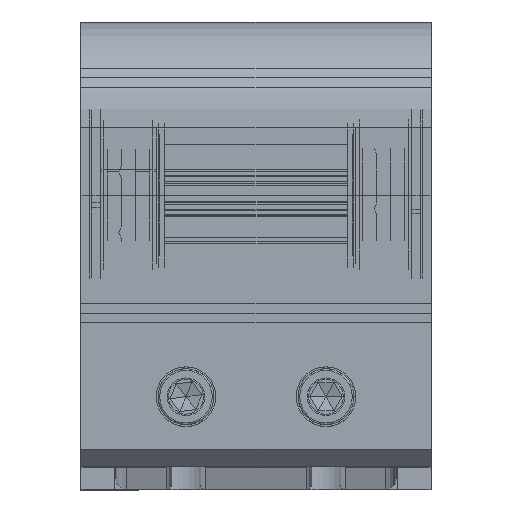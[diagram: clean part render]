
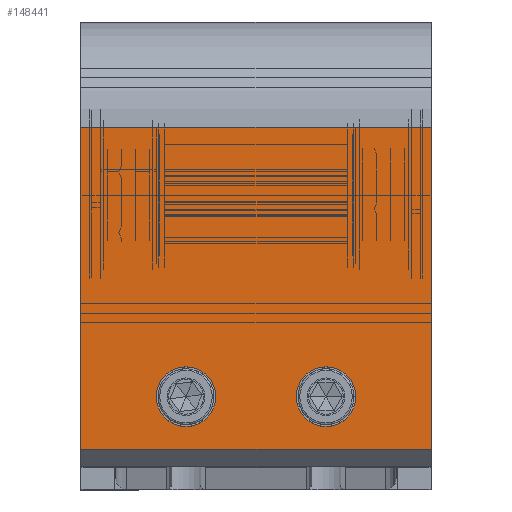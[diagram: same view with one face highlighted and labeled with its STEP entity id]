
A CAD part, top view. The second image highlights one B-rep face of the part: STEP entity #148441.
In plain terms, the highlighted planar face has unit normal (0, 0, 1).
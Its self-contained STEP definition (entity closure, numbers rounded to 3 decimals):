
#2913 = VECTOR ( 'NONE', #164654, 1000. ) ;
#8385 = CARTESIAN_POINT ( 'NONE',  ( 131.658, 218.108, 657.202 ) ) ;
#12927 = VECTOR ( 'NONE', #205034, 1000. ) ;
#15113 = LINE ( 'NONE', #117796, #47468 ) ;
#20572 = AXIS2_PLACEMENT_3D ( 'NONE', #237177, #188459, #137993 ) ;
#29550 = EDGE_CURVE ( 'NONE', #235112, #210568, #15113, .T. ) ;
#32466 = CARTESIAN_POINT ( 'NONE',  ( 201.658, 203.108, 657.202 ) ) ;
#34300 = EDGE_CURVE ( 'NONE', #183251, #213191, #132641, .T. ) ;
#36446 = DIRECTION ( 'NONE',  ( 1., 0., 0. ) ) ;
#40474 = CARTESIAN_POINT ( 'NONE',  ( 201.658, 295.108, 657.202 ) ) ;
#44243 = EDGE_LOOP ( 'NONE', ( #55867, #95766 ) ) ;
#47468 = VECTOR ( 'NONE', #222198, 1000. ) ;
#55867 = ORIENTED_EDGE ( 'NONE', *, *, #101023, .F. ) ;
#60617 = DIRECTION ( 'NONE',  ( 0., 0., 1. ) ) ;
#61299 = CIRCLE ( 'NONE', #244041, 8.5 ) ;
#63317 = CARTESIAN_POINT ( 'NONE',  ( 123.158, 218.108, 657.202 ) ) ;
#64199 = DIRECTION ( 'NONE',  ( 1., 0., 0. ) ) ;
#65312 = ORIENTED_EDGE ( 'NONE', *, *, #123275, .T. ) ;
#67326 = DIRECTION ( 'NONE',  ( -1., 0., 0. ) ) ;
#70818 = CARTESIAN_POINT ( 'NONE',  ( 131.658, 218.108, 657.202 ) ) ;
#71245 = CARTESIAN_POINT ( 'NONE',  ( 201.658, 203.108, 657.202 ) ) ;
#89871 = AXIS2_PLACEMENT_3D ( 'NONE', #8385, #60617, #106061 ) ;
#91214 = EDGE_LOOP ( 'NONE', ( #318576, #314444 ) ) ;
#95766 = ORIENTED_EDGE ( 'NONE', *, *, #106743, .F. ) ;
#96498 = DIRECTION ( 'NONE',  ( 0., 0., -1. ) ) ;
#101023 = EDGE_CURVE ( 'NONE', #176112, #171710, #61299, .T. ) ;
#102398 = CARTESIAN_POINT ( 'NONE',  ( 201.658, 203.108, 657.202 ) ) ;
#106061 = DIRECTION ( 'NONE',  ( 1., 0., 0. ) ) ;
#106743 = EDGE_CURVE ( 'NONE', #171710, #176112, #234922, .T. ) ;
#107550 = VERTEX_POINT ( 'NONE', #193623 ) ;
#109069 = LINE ( 'NONE', #263711, #2913 ) ;
#112840 = LINE ( 'NONE', #40474, #218288 ) ;
#117796 = CARTESIAN_POINT ( 'NONE',  ( 101.658, 203.108, 657.202 ) ) ;
#123275 = EDGE_CURVE ( 'NONE', #183251, #235112, #112840, .T. ) ;
#128089 = ORIENTED_EDGE ( 'NONE', *, *, #29550, .T. ) ;
#132641 = LINE ( 'NONE', #102398, #12927 ) ;
#134601 = CARTESIAN_POINT ( 'NONE',  ( 201.658, 295.108, 657.202 ) ) ;
#135783 = CARTESIAN_POINT ( 'NONE',  ( 180.158, 218.108, 657.202 ) ) ;
#137993 = DIRECTION ( 'NONE',  ( 1., 0., 0. ) ) ;
#138497 = AXIS2_PLACEMENT_3D ( 'NONE', #318823, #323720, #36446 ) ;
#148441 = ADVANCED_FACE ( 'NONE', ( #330009, #256041, #303178 ), #306512, .F. ) ;
#164654 = DIRECTION ( 'NONE',  ( -1., 0., 0. ) ) ;
#165786 = CIRCLE ( 'NONE', #20572, 8.5 ) ;
#171710 = VERTEX_POINT ( 'NONE', #63317 ) ;
#172302 = DIRECTION ( 'NONE',  ( 0., 1., 0. ) ) ;
#176112 = VERTEX_POINT ( 'NONE', #286051 ) ;
#178111 = CARTESIAN_POINT ( 'NONE',  ( 101.658, 203.108, 657.202 ) ) ;
#183251 = VERTEX_POINT ( 'NONE', #134601 ) ;
#188459 = DIRECTION ( 'NONE',  ( 0., 0., 1. ) ) ;
#193623 = CARTESIAN_POINT ( 'NONE',  ( 163.158, 218.108, 657.202 ) ) ;
#202117 = CARTESIAN_POINT ( 'NONE',  ( 101.658, 295.108, 657.202 ) ) ;
#202666 = EDGE_CURVE ( 'NONE', #281530, #107550, #283229, .T. ) ;
#205034 = DIRECTION ( 'NONE',  ( 0., -1., 0. ) ) ;
#210568 = VERTEX_POINT ( 'NONE', #178111 ) ;
#213191 = VERTEX_POINT ( 'NONE', #32466 ) ;
#213377 = AXIS2_PLACEMENT_3D ( 'NONE', #71245, #96498, #172302 ) ;
#218288 = VECTOR ( 'NONE', #67326, 1000. ) ;
#222198 = DIRECTION ( 'NONE',  ( 0., -1., 0. ) ) ;
#234922 = CIRCLE ( 'NONE', #89871, 8.5 ) ;
#235112 = VERTEX_POINT ( 'NONE', #202117 ) ;
#237177 = CARTESIAN_POINT ( 'NONE',  ( 171.658, 218.108, 657.202 ) ) ;
#244041 = AXIS2_PLACEMENT_3D ( 'NONE', #70818, #294454, #64199 ) ;
#256041 = FACE_BOUND ( 'NONE', #91214, .T. ) ;
#263711 = CARTESIAN_POINT ( 'NONE',  ( 201.658, 203.108, 657.202 ) ) ;
#272896 = ORIENTED_EDGE ( 'NONE', *, *, #34300, .F. ) ;
#274691 = ORIENTED_EDGE ( 'NONE', *, *, #302894, .F. ) ;
#281530 = VERTEX_POINT ( 'NONE', #135783 ) ;
#283229 = CIRCLE ( 'NONE', #138497, 8.5 ) ;
#286051 = CARTESIAN_POINT ( 'NONE',  ( 140.158, 218.108, 657.202 ) ) ;
#294454 = DIRECTION ( 'NONE',  ( 0., 0., 1. ) ) ;
#302894 = EDGE_CURVE ( 'NONE', #213191, #210568, #109069, .T. ) ;
#303178 = FACE_OUTER_BOUND ( 'NONE', #314582, .T. ) ;
#306512 = PLANE ( 'NONE',  #213377 ) ;
#314444 = ORIENTED_EDGE ( 'NONE', *, *, #322020, .F. ) ;
#314582 = EDGE_LOOP ( 'NONE', ( #128089, #274691, #272896, #65312 ) ) ;
#318576 = ORIENTED_EDGE ( 'NONE', *, *, #202666, .F. ) ;
#318823 = CARTESIAN_POINT ( 'NONE',  ( 171.658, 218.108, 657.202 ) ) ;
#322020 = EDGE_CURVE ( 'NONE', #107550, #281530, #165786, .T. ) ;
#323720 = DIRECTION ( 'NONE',  ( 0., 0., 1. ) ) ;
#330009 = FACE_BOUND ( 'NONE', #44243, .T. ) ;
